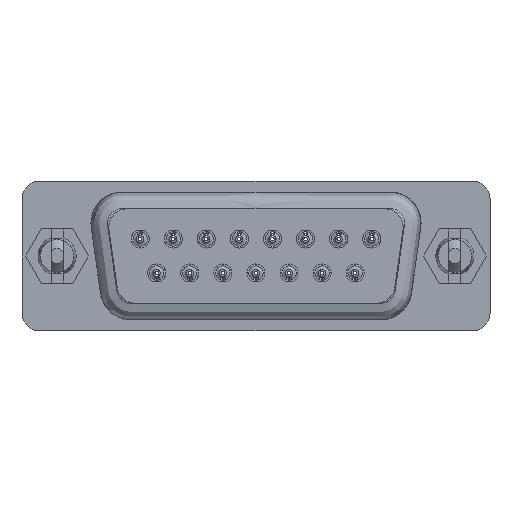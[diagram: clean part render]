
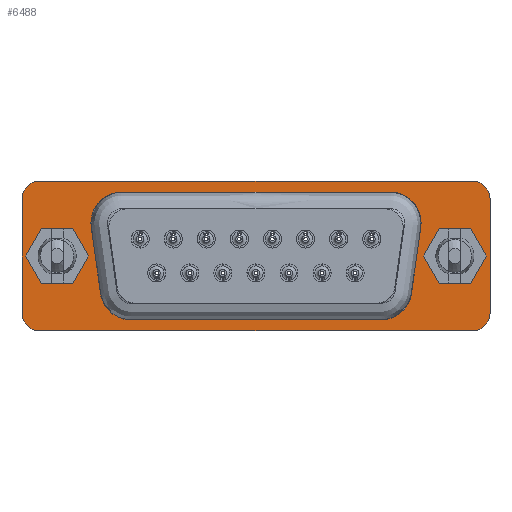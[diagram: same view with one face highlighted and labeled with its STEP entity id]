
A CAD part, front view. The second image highlights one B-rep face of the part: STEP entity #6488.
In plain terms, the highlighted planar face has unit normal (0, -1, 0).
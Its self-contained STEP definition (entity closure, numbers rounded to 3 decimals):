
#252=B_SPLINE_CURVE_WITH_KNOTS('',3,(#11227,#11228,#11229,#11230,#11231),
 .UNSPECIFIED.,.F.,.F.,(4,1,4),(0.,0.5,1.),.UNSPECIFIED.);
#253=B_SPLINE_CURVE_WITH_KNOTS('',3,(#11234,#11235,#11236,#11237),
 .UNSPECIFIED.,.F.,.F.,(4,4),(0.,1.),.UNSPECIFIED.);
#254=B_SPLINE_CURVE_WITH_KNOTS('',3,(#11243,#11244,#11245,#11246,#11247),
 .UNSPECIFIED.,.F.,.F.,(4,1,4),(0.,0.5,1.),.UNSPECIFIED.);
#255=B_SPLINE_CURVE_WITH_KNOTS('',3,(#11249,#11250,#11251,#11252),
 .UNSPECIFIED.,.F.,.F.,(4,4),(0.,1.),.UNSPECIFIED.);
#256=B_SPLINE_CURVE_WITH_KNOTS('',3,(#11254,#11255,#11256,#11257,#11258),
 .UNSPECIFIED.,.F.,.F.,(4,1,4),(0.,0.5,1.),.UNSPECIFIED.);
#257=B_SPLINE_CURVE_WITH_KNOTS('',3,(#11260,#11261,#11262,#11263),
 .UNSPECIFIED.,.F.,.F.,(4,4),(0.,1.),.UNSPECIFIED.);
#727=LINE('',#11241,#1154);
#728=LINE('',#11269,#1155);
#729=LINE('',#11273,#1156);
#730=LINE('',#11277,#1157);
#731=LINE('',#11281,#1158);
#1154=VECTOR('',#9170,1000.);
#1155=VECTOR('',#9175,1000.);
#1156=VECTOR('',#9178,1000.);
#1157=VECTOR('',#9181,1000.);
#1158=VECTOR('',#9184,1000.);
#2453=ORIENTED_EDGE('',*,*,#3667,.T.);
#2454=ORIENTED_EDGE('',*,*,#3668,.T.);
#2455=ORIENTED_EDGE('',*,*,#3669,.T.);
#2456=ORIENTED_EDGE('',*,*,#3670,.T.);
#2457=ORIENTED_EDGE('',*,*,#3671,.T.);
#2458=ORIENTED_EDGE('',*,*,#3672,.T.);
#2459=ORIENTED_EDGE('',*,*,#3673,.T.);
#2460=ORIENTED_EDGE('',*,*,#3674,.T.);
#2461=ORIENTED_EDGE('',*,*,#3675,.T.);
#2462=ORIENTED_EDGE('',*,*,#3676,.F.);
#2463=ORIENTED_EDGE('',*,*,#3677,.F.);
#2464=ORIENTED_EDGE('',*,*,#3678,.F.);
#2465=ORIENTED_EDGE('',*,*,#3679,.F.);
#2466=ORIENTED_EDGE('',*,*,#3680,.F.);
#2467=ORIENTED_EDGE('',*,*,#3681,.F.);
#2468=ORIENTED_EDGE('',*,*,#3682,.F.);
#2469=ORIENTED_EDGE('',*,*,#3683,.F.);
#2470=ORIENTED_EDGE('',*,*,#3684,.T.);
#3667=EDGE_CURVE('',#4374,#4375,#252,.T.);
#3668=EDGE_CURVE('',#4375,#4376,#253,.T.);
#3669=EDGE_CURVE('',#4376,#4377,#4873,.T.);
#3670=EDGE_CURVE('',#4377,#4378,#727,.T.);
#3671=EDGE_CURVE('',#4378,#4379,#254,.T.);
#3672=EDGE_CURVE('',#4379,#4380,#255,.T.);
#3673=EDGE_CURVE('',#4380,#4381,#256,.T.);
#3674=EDGE_CURVE('',#4381,#4374,#257,.T.);
#3675=EDGE_CURVE('',#4382,#4382,#4874,.T.);
#3676=EDGE_CURVE('',#4383,#4384,#4875,.T.);
#3677=EDGE_CURVE('',#4385,#4383,#728,.T.);
#3678=EDGE_CURVE('',#4386,#4385,#4876,.T.);
#3679=EDGE_CURVE('',#4387,#4386,#729,.T.);
#3680=EDGE_CURVE('',#4388,#4387,#4877,.T.);
#3681=EDGE_CURVE('',#4389,#4388,#730,.T.);
#3682=EDGE_CURVE('',#4390,#4389,#4878,.T.);
#3683=EDGE_CURVE('',#4384,#4390,#731,.T.);
#3684=EDGE_CURVE('',#4391,#4391,#4879,.T.);
#4374=VERTEX_POINT('',#11232);
#4375=VERTEX_POINT('',#11233);
#4376=VERTEX_POINT('',#11238);
#4377=VERTEX_POINT('',#11240);
#4378=VERTEX_POINT('',#11242);
#4379=VERTEX_POINT('',#11248);
#4380=VERTEX_POINT('',#11253);
#4381=VERTEX_POINT('',#11259);
#4382=VERTEX_POINT('',#11265);
#4383=VERTEX_POINT('',#11267);
#4384=VERTEX_POINT('',#11268);
#4385=VERTEX_POINT('',#11270);
#4386=VERTEX_POINT('',#11272);
#4387=VERTEX_POINT('',#11274);
#4388=VERTEX_POINT('',#11276);
#4389=VERTEX_POINT('',#11278);
#4390=VERTEX_POINT('',#11280);
#4391=VERTEX_POINT('',#11283);
#4873=CIRCLE('',#7522,2.6);
#4874=CIRCLE('',#7523,1.5);
#4875=CIRCLE('',#7524,1.5);
#4876=CIRCLE('',#7525,1.5);
#4877=CIRCLE('',#7526,1.5);
#4878=CIRCLE('',#7527,1.5);
#4879=CIRCLE('',#7528,1.5);
#5347=EDGE_LOOP('',(#2453,#2454,#2455,#2456,#2457,#2458,#2459,#2460));
#5348=EDGE_LOOP('',(#2461));
#5349=EDGE_LOOP('',(#2462,#2463,#2464,#2465,#2466,#2467,#2468,#2469));
#5350=EDGE_LOOP('',(#2470));
#5900=FACE_BOUND('',#5347,.T.);
#5901=FACE_BOUND('',#5348,.T.);
#5902=FACE_BOUND('',#5349,.T.);
#5903=FACE_BOUND('',#5350,.T.);
#6149=PLANE('',#7521);
#6488=ADVANCED_FACE('',(#5900,#5901,#5902,#5903),#6149,.F.);
#7521=AXIS2_PLACEMENT_3D('',#11226,#9166,#9167);
#7522=AXIS2_PLACEMENT_3D('',#11239,#9168,#9169);
#7523=AXIS2_PLACEMENT_3D('',#11264,#9171,#9172);
#7524=AXIS2_PLACEMENT_3D('',#11266,#9173,#9174);
#7525=AXIS2_PLACEMENT_3D('',#11271,#9176,#9177);
#7526=AXIS2_PLACEMENT_3D('',#11275,#9179,#9180);
#7527=AXIS2_PLACEMENT_3D('',#11279,#9182,#9183);
#7528=AXIS2_PLACEMENT_3D('',#11282,#9185,#9186);
#9166=DIRECTION('',(0.,1.,0.));
#9167=DIRECTION('',(0.,0.,1.));
#9168=DIRECTION('',(0.,1.,0.));
#9169=DIRECTION('',(-1.,0.,0.));
#9170=DIRECTION('',(-0.139,0.,-0.99));
#9171=DIRECTION('',(0.,1.,0.));
#9172=DIRECTION('',(1.,0.,0.));
#9173=DIRECTION('',(0.,1.,0.));
#9174=DIRECTION('',(1.,0.,0.));
#9175=DIRECTION('',(0.,0.,1.));
#9176=DIRECTION('',(0.,1.,0.));
#9177=DIRECTION('',(1.,0.,0.));
#9178=DIRECTION('',(-1.,0.,0.));
#9179=DIRECTION('',(0.,1.,0.));
#9180=DIRECTION('',(1.,0.,0.));
#9181=DIRECTION('',(0.,0.,-1.));
#9182=DIRECTION('',(0.,1.,0.));
#9183=DIRECTION('',(-1.,0.,0.));
#9184=DIRECTION('',(1.,0.,0.));
#9185=DIRECTION('',(0.,1.,0.));
#9186=DIRECTION('',(1.,0.,0.));
#11226=CARTESIAN_POINT('',(-18.1,0.,4.775));
#11227=CARTESIAN_POINT('',(-13.805,0.,2.398));
#11228=CARTESIAN_POINT('',(-13.909,0.,3.144));
#11229=CARTESIAN_POINT('',(-13.438,0.,4.68));
#11230=CARTESIAN_POINT('',(-11.984,0.,5.36));
#11231=CARTESIAN_POINT('',(-11.23,0.,5.36));
#11232=CARTESIAN_POINT('',(-13.805,0.,2.398));
#11233=CARTESIAN_POINT('',(-11.23,0.,5.36));
#11234=CARTESIAN_POINT('',(-11.23,0.,5.36));
#11235=CARTESIAN_POINT('',(-3.743,0.,5.36));
#11236=CARTESIAN_POINT('',(3.743,0.,5.36));
#11237=CARTESIAN_POINT('',(11.23,0.,5.36));
#11238=CARTESIAN_POINT('',(11.23,0.,5.36));
#11239=CARTESIAN_POINT('',(11.23,0.,2.76));
#11240=CARTESIAN_POINT('',(13.805,0.,2.398));
#11241=CARTESIAN_POINT('',(13.805,0.,2.398));
#11242=CARTESIAN_POINT('',(13.029,0.,-3.122));
#11243=CARTESIAN_POINT('',(13.029,0.,-3.122));
#11244=CARTESIAN_POINT('',(12.941,0.,-3.743));
#11245=CARTESIAN_POINT('',(12.308,0.,-4.893));
#11246=CARTESIAN_POINT('',(11.083,0.,-5.36));
#11247=CARTESIAN_POINT('',(10.454,0.,-5.36));
#11248=CARTESIAN_POINT('',(10.454,0.,-5.36));
#11249=CARTESIAN_POINT('',(10.454,0.,-5.36));
#11250=CARTESIAN_POINT('',(3.485,0.,-5.36));
#11251=CARTESIAN_POINT('',(-3.485,0.,-5.36));
#11252=CARTESIAN_POINT('',(-10.454,0.,-5.36));
#11253=CARTESIAN_POINT('',(-10.454,0.,-5.36));
#11254=CARTESIAN_POINT('',(-10.454,0.,-5.36));
#11255=CARTESIAN_POINT('',(-11.082,0.,-5.36));
#11256=CARTESIAN_POINT('',(-12.309,0.,-4.893));
#11257=CARTESIAN_POINT('',(-12.941,0.,-3.744));
#11258=CARTESIAN_POINT('',(-13.029,0.,-3.122));
#11259=CARTESIAN_POINT('',(-13.029,0.,-3.122));
#11260=CARTESIAN_POINT('',(-13.029,0.,-3.122));
#11261=CARTESIAN_POINT('',(-13.288,0.,-1.282));
#11262=CARTESIAN_POINT('',(-13.546,0.,0.558));
#11263=CARTESIAN_POINT('',(-13.805,0.,2.398));
#11264=CARTESIAN_POINT('',(-16.66,0.,0.));
#11265=CARTESIAN_POINT('',(-15.16,0.,0.));
#11266=CARTESIAN_POINT('',(-18.1,0.,4.775));
#11267=CARTESIAN_POINT('',(-19.6,0.,4.775));
#11268=CARTESIAN_POINT('',(-18.1,0.,6.275));
#11269=CARTESIAN_POINT('',(-19.6,0.,-4.775));
#11270=CARTESIAN_POINT('',(-19.6,0.,-4.775));
#11271=CARTESIAN_POINT('',(-18.1,0.,-4.775));
#11272=CARTESIAN_POINT('',(-18.1,0.,-6.275));
#11273=CARTESIAN_POINT('',(18.1,0.,-6.275));
#11274=CARTESIAN_POINT('',(18.1,0.,-6.275));
#11275=CARTESIAN_POINT('',(18.1,0.,-4.775));
#11276=CARTESIAN_POINT('',(19.6,0.,-4.775));
#11277=CARTESIAN_POINT('',(19.6,0.,4.775));
#11278=CARTESIAN_POINT('',(19.6,0.,4.775));
#11279=CARTESIAN_POINT('',(18.1,0.,4.775));
#11280=CARTESIAN_POINT('',(18.1,0.,6.275));
#11281=CARTESIAN_POINT('',(-18.1,0.,6.275));
#11282=CARTESIAN_POINT('',(16.66,0.,0.));
#11283=CARTESIAN_POINT('',(18.16,0.,0.));
